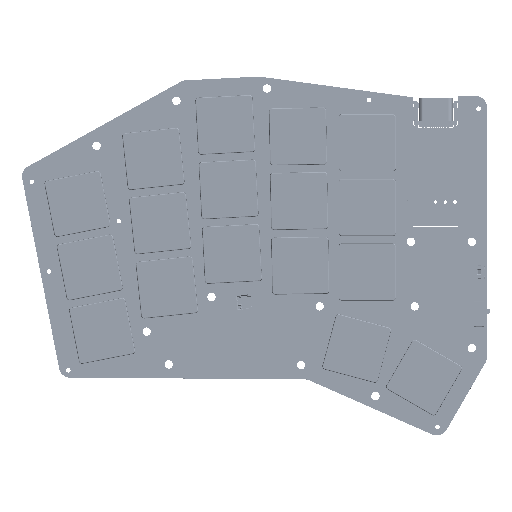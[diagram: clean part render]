
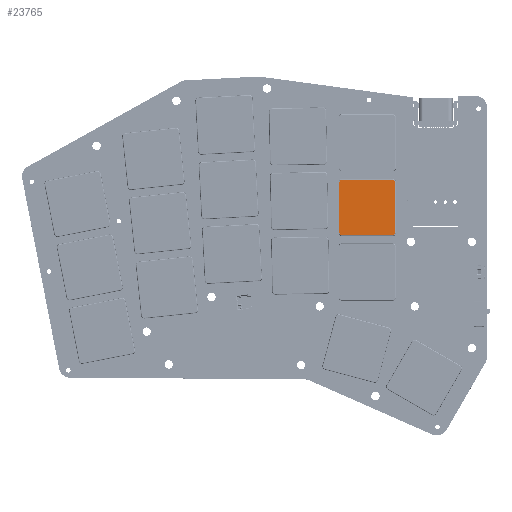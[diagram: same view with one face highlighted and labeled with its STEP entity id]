
A CAD part, top view. The second image highlights one B-rep face of the part: STEP entity #23765.
In plain terms, the highlighted face is planar.
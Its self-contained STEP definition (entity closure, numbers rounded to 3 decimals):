
#23765 = ADVANCED_FACE('',(#23766),#23836,.F.);
#23766 = FACE_BOUND('',#23767,.T.);
#23767 = EDGE_LOOP('',(#23768,#23778,#23787,#23795,#23804,#23812,#23821,
    #23829));
#23768 = ORIENTED_EDGE('',*,*,#23769,.T.);
#23769 = EDGE_CURVE('',#23770,#23772,#23774,.T.);
#23770 = VERTEX_POINT('',#23771);
#23771 = CARTESIAN_POINT('',(640.301,-2912.267,
    14.803));
#23772 = VERTEX_POINT('',#23773);
#23773 = CARTESIAN_POINT('',(653.701,-2912.267,
    14.803));
#23774 = LINE('',#23775,#23776);
#23775 = CARTESIAN_POINT('',(654.501,-2912.267,
    14.803));
#23776 = VECTOR('',#23777,1.);
#23777 = DIRECTION('',(1.,0.,0.));
#23778 = ORIENTED_EDGE('',*,*,#23779,.T.);
#23779 = EDGE_CURVE('',#23772,#23780,#23782,.T.);
#23780 = VERTEX_POINT('',#23781);
#23781 = CARTESIAN_POINT('',(654.305,-2912.267,14.2));
#23782 = CIRCLE('',#23783,0.603);
#23783 = AXIS2_PLACEMENT_3D('',#23784,#23785,#23786);
#23784 = CARTESIAN_POINT('',(653.701,-2912.267,14.2));
#23785 = DIRECTION('',(-0.,1.,0.));
#23786 = DIRECTION('',(0.,0.,-1.));
#23787 = ORIENTED_EDGE('',*,*,#23788,.T.);
#23788 = EDGE_CURVE('',#23780,#23789,#23791,.T.);
#23789 = VERTEX_POINT('',#23790);
#23790 = CARTESIAN_POINT('',(654.305,-2912.267,0.8));
#23791 = LINE('',#23792,#23793);
#23792 = CARTESIAN_POINT('',(654.305,-2912.267,15.));
#23793 = VECTOR('',#23794,1.);
#23794 = DIRECTION('',(0.,-0.,-1.));
#23795 = ORIENTED_EDGE('',*,*,#23796,.T.);
#23796 = EDGE_CURVE('',#23789,#23797,#23799,.T.);
#23797 = VERTEX_POINT('',#23798);
#23798 = CARTESIAN_POINT('',(653.701,-2912.267,
    0.197));
#23799 = CIRCLE('',#23800,0.603);
#23800 = AXIS2_PLACEMENT_3D('',#23801,#23802,#23803);
#23801 = CARTESIAN_POINT('',(653.701,-2912.267,0.8));
#23802 = DIRECTION('',(-0.,1.,0.));
#23803 = DIRECTION('',(0.,0.,-1.));
#23804 = ORIENTED_EDGE('',*,*,#23805,.T.);
#23805 = EDGE_CURVE('',#23797,#23806,#23808,.T.);
#23806 = VERTEX_POINT('',#23807);
#23807 = CARTESIAN_POINT('',(640.301,-2912.267,
    0.197));
#23808 = LINE('',#23809,#23810);
#23809 = CARTESIAN_POINT('',(640.301,-2912.267,
    0.197));
#23810 = VECTOR('',#23811,1.);
#23811 = DIRECTION('',(-1.,0.,0.));
#23812 = ORIENTED_EDGE('',*,*,#23813,.T.);
#23813 = EDGE_CURVE('',#23806,#23814,#23816,.T.);
#23814 = VERTEX_POINT('',#23815);
#23815 = CARTESIAN_POINT('',(639.698,-2912.267,0.8));
#23816 = CIRCLE('',#23817,0.603);
#23817 = AXIS2_PLACEMENT_3D('',#23818,#23819,#23820);
#23818 = CARTESIAN_POINT('',(640.301,-2912.267,0.8));
#23819 = DIRECTION('',(-0.,1.,0.));
#23820 = DIRECTION('',(0.,0.,-1.));
#23821 = ORIENTED_EDGE('',*,*,#23822,.T.);
#23822 = EDGE_CURVE('',#23814,#23823,#23825,.T.);
#23823 = VERTEX_POINT('',#23824);
#23824 = CARTESIAN_POINT('',(639.698,-2912.267,14.2));
#23825 = LINE('',#23826,#23827);
#23826 = CARTESIAN_POINT('',(639.698,-2912.267,15.));
#23827 = VECTOR('',#23828,1.);
#23828 = DIRECTION('',(0.,0.,1.));
#23829 = ORIENTED_EDGE('',*,*,#23830,.T.);
#23830 = EDGE_CURVE('',#23823,#23770,#23831,.T.);
#23831 = CIRCLE('',#23832,0.603);
#23832 = AXIS2_PLACEMENT_3D('',#23833,#23834,#23835);
#23833 = CARTESIAN_POINT('',(640.301,-2912.267,14.2));
#23834 = DIRECTION('',(-0.,1.,0.));
#23835 = DIRECTION('',(0.,0.,-1.));
#23836 = PLANE('',#23837);
#23837 = AXIS2_PLACEMENT_3D('',#23838,#23839,#23840);
#23838 = CARTESIAN_POINT('',(654.501,-2912.267,15.));
#23839 = DIRECTION('',(0.,-1.,0.));
#23840 = DIRECTION('',(0.,-0.,-1.));
